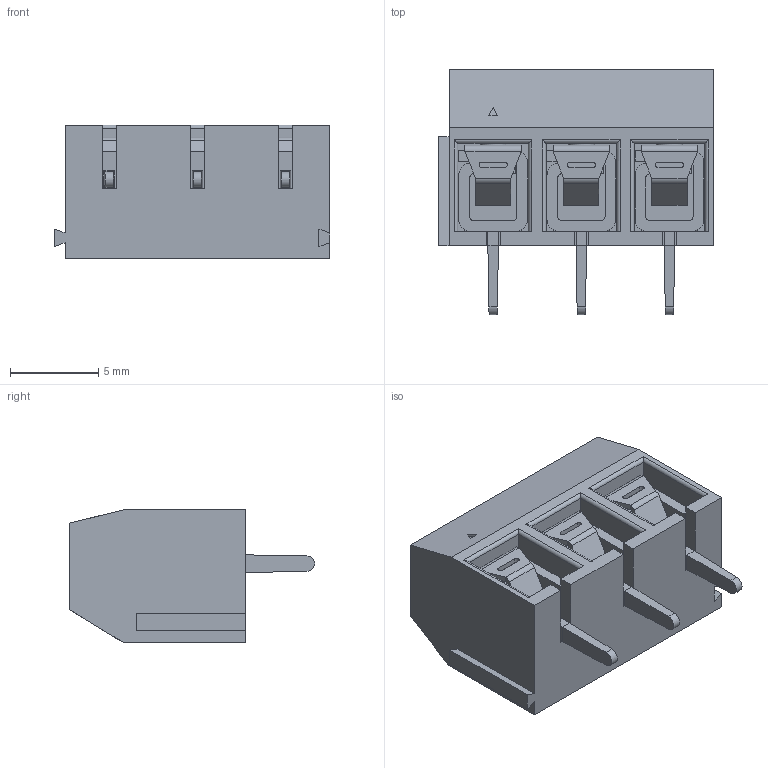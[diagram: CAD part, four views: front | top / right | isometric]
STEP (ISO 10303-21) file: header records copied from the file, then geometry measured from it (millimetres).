
FILE_DESCRIPTION(/* description */ (''),/* implementation_level */ '2;1');
FILE_NAME(/* name */ 'Bornera_3.step',/* time_stamp */ '2024-07-25T00:43:31-03:00',/* author */ (''),/* organization */ (''),/* preprocessor_version */ 'ST-DEVELOPER v20',/* originating_system */ 'Autodesk Translation Framework v12.20.1.177',/* authorisation */ '');
FILE_SCHEMA (('AUTOMOTIVE_DESIGN { 1 0 10303 214 3 1 1 }'));
Length unit declared in the file: millimetre
Products named in the file (1): Bornera_3
Bounding box: 15.6 x 13.9 x 7.6 mm (x, y, z)
Volume: 832.6 mm3; surface area: 1707.9 mm2
Topology: 1 solids, 1 shells, 599 faces, 1644 edges, 1081 vertices
Faces by surface type: plane 324, bspline 200, cylinder 63, torus 9, cone 3
Full cylindrical faces by diameter (mm): 1 x3, 1.5 x3, 3.6 x6
Entity records: 19583 total; most frequent: CARTESIAN_POINT 5938, ORIENTED_EDGE 3288, DIRECTION 2191, EDGE_CURVE 1644, VERTEX_POINT 1081, LINE 1067, VECTOR 1067, EDGE_LOOP 646
